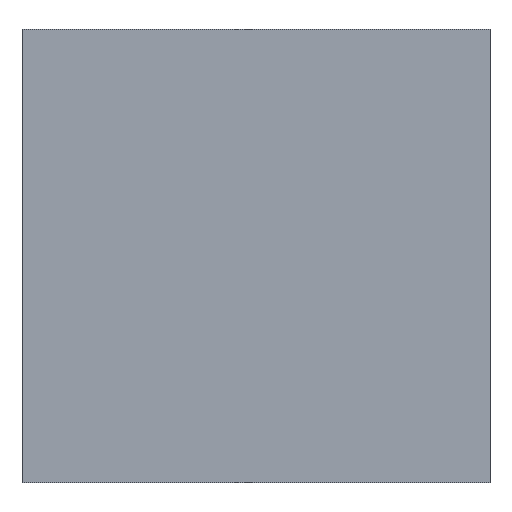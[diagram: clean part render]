
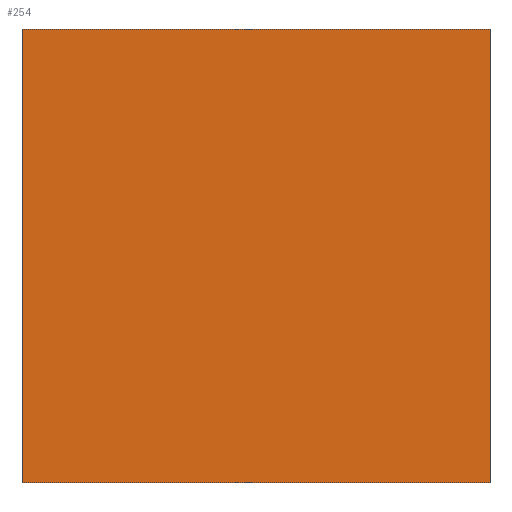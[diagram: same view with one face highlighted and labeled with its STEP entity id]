
A CAD part, front view. The second image highlights one B-rep face of the part: STEP entity #254.
In plain terms, the highlighted planar face has unit normal (0, -1, 0).
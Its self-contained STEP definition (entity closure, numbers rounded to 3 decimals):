
#23=LINE('',#375,#45);
#28=LINE('',#384,#50);
#31=LINE('',#401,#53);
#35=LINE('',#408,#57);
#45=VECTOR('',#306,29.9);
#50=VECTOR('',#313,29.);
#53=VECTOR('',#334,29.);
#57=VECTOR('',#342,29.9);
#66=PLANE('',#277);
#89=FACE_OUTER_BOUND('',#108,.T.);
#108=EDGE_LOOP('',(#217,#218,#219,#220));
#128=VERTEX_POINT('',#372);
#129=VERTEX_POINT('',#374);
#132=VERTEX_POINT('',#382);
#137=VERTEX_POINT('',#400);
#151=EDGE_CURVE('',#129,#128,#23,.T.);
#156=EDGE_CURVE('',#128,#132,#28,.T.);
#163=EDGE_CURVE('',#129,#137,#31,.T.);
#167=EDGE_CURVE('',#137,#132,#35,.T.);
#217=ORIENTED_EDGE('',*,*,#151,.T.);
#218=ORIENTED_EDGE('',*,*,#156,.T.);
#219=ORIENTED_EDGE('',*,*,#167,.F.);
#220=ORIENTED_EDGE('',*,*,#163,.F.);
#254=ADVANCED_FACE('',(#89),#66,.T.);
#277=AXIS2_PLACEMENT_3D('',#407,#340,#341);
#306=DIRECTION('',(-1.,0.,0.));
#313=DIRECTION('',(0.,0.,-1.));
#334=DIRECTION('',(0.,0.,-1.));
#340=DIRECTION('center_axis',(0.,-1.,0.));
#341=DIRECTION('ref_axis',(-1.,0.,0.));
#342=DIRECTION('',(-1.,0.,0.));
#372=CARTESIAN_POINT('',(-29.9,0.,0.));
#374=CARTESIAN_POINT('',(0.,0.,0.));
#375=CARTESIAN_POINT('',(0.,0.,0.));
#382=CARTESIAN_POINT('',(-29.9,0.,-29.));
#384=CARTESIAN_POINT('',(-29.9,0.,0.));
#400=CARTESIAN_POINT('',(0.,0.,-29.));
#401=CARTESIAN_POINT('',(0.,0.,0.));
#407=CARTESIAN_POINT('Origin',(0.,0.,0.));
#408=CARTESIAN_POINT('',(0.,0.,-29.));
